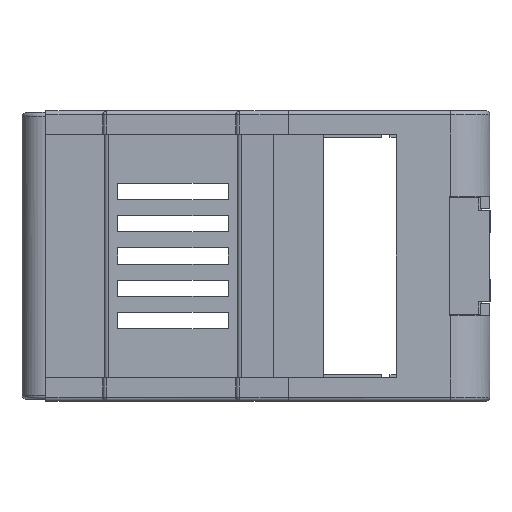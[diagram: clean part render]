
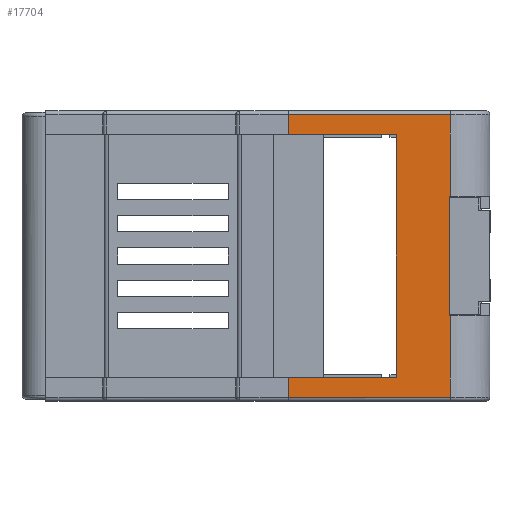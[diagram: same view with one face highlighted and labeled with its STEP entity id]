
A CAD part, left-side view. The second image highlights one B-rep face of the part: STEP entity #17704.
In plain terms, the highlighted face is planar.
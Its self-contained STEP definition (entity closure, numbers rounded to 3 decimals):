
#111 = EDGE_CURVE ( 'NONE', #21562, #10248, #20177, .T. ) ;
#113 = LINE ( 'NONE', #15712, #23178 ) ;
#522 = AXIS2_PLACEMENT_3D ( 'NONE', #4335, #18254, #20525 ) ;
#723 = LINE ( 'NONE', #2863, #17200 ) ;
#1322 = ORIENTED_EDGE ( 'NONE', *, *, #111, .T. ) ;
#1744 = CARTESIAN_POINT ( 'NONE',  ( -44.957, 182., 25. ) ) ;
#2350 = EDGE_CURVE ( 'NONE', #19990, #4530, #16412, .T. ) ;
#2369 = ORIENTED_EDGE ( 'NONE', *, *, #16547, .T. ) ;
#2453 = ORIENTED_EDGE ( 'NONE', *, *, #11672, .T. ) ;
#2736 = LINE ( 'NONE', #13870, #16707 ) ;
#2863 = CARTESIAN_POINT ( 'NONE',  ( -44.607, 182., 4.913 ) ) ;
#2868 = CARTESIAN_POINT ( 'NONE',  ( -44.957, -17.5, 25. ) ) ;
#2985 = CARTESIAN_POINT ( 'NONE',  ( -44.607, -17.5, 4.913 ) ) ;
#3889 = CARTESIAN_POINT ( 'NONE',  ( -44.98, 7.35, 26.3 ) ) ;
#4025 = CARTESIAN_POINT ( 'NONE',  ( -44.608, -7.35, 5. ) ) ;
#4335 = CARTESIAN_POINT ( 'NONE',  ( -44.98, 182., 26.3 ) ) ;
#4392 = ORIENTED_EDGE ( 'NONE', *, *, #2350, .T. ) ;
#4530 = VERTEX_POINT ( 'NONE', #11696 ) ;
#4751 = CARTESIAN_POINT ( 'NONE',  ( -44.608, 7.35, 5. ) ) ;
#4783 = VECTOR ( 'NONE', #12178, 1000. ) ;
#5171 = EDGE_CURVE ( 'NONE', #11287, #13450, #18488, .T. ) ;
#5343 = FACE_OUTER_BOUND ( 'NONE', #20349, .T. ) ;
#5415 = CARTESIAN_POINT ( 'NONE',  ( -44.607, 17.5, 4.913 ) ) ;
#6221 = VERTEX_POINT ( 'NONE', #21662 ) ;
#6289 = LINE ( 'NONE', #12489, #12206 ) ;
#6639 = DIRECTION ( 'NONE',  ( 0., 1., 0. ) ) ;
#6659 = DIRECTION ( 'NONE',  ( 0., 1., 0. ) ) ;
#7332 = ORIENTED_EDGE ( 'NONE', *, *, #11336, .F. ) ;
#8324 = VECTOR ( 'NONE', #11597, 1000. ) ;
#8475 = CARTESIAN_POINT ( 'NONE',  ( -44.957, 182., 25. ) ) ;
#8489 = VECTOR ( 'NONE', #25757, 1000. ) ;
#8770 = LINE ( 'NONE', #8475, #23131 ) ;
#8884 = CARTESIAN_POINT ( 'NONE',  ( -44.723, 182., 11.6 ) ) ;
#9859 = CARTESIAN_POINT ( 'NONE',  ( -44.957, -15., 25. ) ) ;
#9927 = VERTEX_POINT ( 'NONE', #9859 ) ;
#9983 = ORIENTED_EDGE ( 'NONE', *, *, #10954, .F. ) ;
#10153 = CARTESIAN_POINT ( 'NONE',  ( -44.723, 15., 11.6 ) ) ;
#10248 = VERTEX_POINT ( 'NONE', #5415 ) ;
#10269 = ORIENTED_EDGE ( 'NONE', *, *, #14165, .T. ) ;
#10930 = ORIENTED_EDGE ( 'NONE', *, *, #19240, .F. ) ;
#10954 = EDGE_CURVE ( 'NONE', #11310, #15682, #19088, .T. ) ;
#11146 = VECTOR ( 'NONE', #16187, 1000. ) ;
#11279 = CARTESIAN_POINT ( 'NONE',  ( -44.98, -17.5, 26.3 ) ) ;
#11287 = VERTEX_POINT ( 'NONE', #12754 ) ;
#11310 = VERTEX_POINT ( 'NONE', #4751 ) ;
#11336 = EDGE_CURVE ( 'NONE', #19893, #11310, #6289, .T. ) ;
#11597 = DIRECTION ( 'NONE',  ( 0., -1., 0. ) ) ;
#11672 = EDGE_CURVE ( 'NONE', #4530, #21562, #8770, .T. ) ;
#11696 = CARTESIAN_POINT ( 'NONE',  ( -44.957, 15., 25. ) ) ;
#12178 = DIRECTION ( 'NONE',  ( 0., -1., 0. ) ) ;
#12206 = VECTOR ( 'NONE', #16566, 1000. ) ;
#12489 = CARTESIAN_POINT ( 'NONE',  ( -44.608, 182., 5. ) ) ;
#12754 = CARTESIAN_POINT ( 'NONE',  ( -44.607, -7.35, 4.913 ) ) ;
#13450 = VERTEX_POINT ( 'NONE', #2985 ) ;
#13534 = ORIENTED_EDGE ( 'NONE', *, *, #5171, .T. ) ;
#13769 = EDGE_CURVE ( 'NONE', #9927, #18817, #18925, .T. ) ;
#13870 = CARTESIAN_POINT ( 'NONE',  ( -44.98, -7.35, 26.3 ) ) ;
#14165 = EDGE_CURVE ( 'NONE', #13450, #18817, #16057, .T. ) ;
#14193 = CARTESIAN_POINT ( 'NONE',  ( -44.957, 17.5, 25. ) ) ;
#14377 = VECTOR ( 'NONE', #6639, 1000. ) ;
#15008 = LINE ( 'NONE', #8884, #14377 ) ;
#15384 = ORIENTED_EDGE ( 'NONE', *, *, #20444, .T. ) ;
#15682 = VERTEX_POINT ( 'NONE', #19947 ) ;
#15712 = CARTESIAN_POINT ( 'NONE',  ( -44.98, -15., 26.3 ) ) ;
#15801 = DIRECTION ( 'NONE',  ( 0.017, 0., -1. ) ) ;
#16057 = LINE ( 'NONE', #11279, #22948 ) ;
#16187 = DIRECTION ( 'NONE',  ( -0.017, 0., 1. ) ) ;
#16412 = LINE ( 'NONE', #18472, #11146 ) ;
#16538 = DIRECTION ( 'NONE',  ( 0.017, 0., -1. ) ) ;
#16547 = EDGE_CURVE ( 'NONE', #10248, #15682, #723, .T. ) ;
#16566 = DIRECTION ( 'NONE',  ( 0., 1., 0. ) ) ;
#16707 = VECTOR ( 'NONE', #25753, 1000. ) ;
#16973 = EDGE_CURVE ( 'NONE', #6221, #19990, #15008, .T. ) ;
#17200 = VECTOR ( 'NONE', #24894, 1000. ) ;
#17704 = ADVANCED_FACE ( 'NONE', ( #5343 ), #18165, .F. ) ;
#18165 = PLANE ( 'NONE',  #522 ) ;
#18254 = DIRECTION ( 'NONE',  ( 1., 0., 0.017 ) ) ;
#18472 = CARTESIAN_POINT ( 'NONE',  ( -44.98, 15., 26.3 ) ) ;
#18488 = LINE ( 'NONE', #24052, #4783 ) ;
#18817 = VERTEX_POINT ( 'NONE', #2868 ) ;
#18925 = LINE ( 'NONE', #1744, #8324 ) ;
#19088 = LINE ( 'NONE', #3889, #8489 ) ;
#19197 = DIRECTION ( 'NONE',  ( -0.017, 0., 1. ) ) ;
#19240 = EDGE_CURVE ( 'NONE', #11287, #19893, #2736, .T. ) ;
#19893 = VERTEX_POINT ( 'NONE', #4025 ) ;
#19947 = CARTESIAN_POINT ( 'NONE',  ( -44.607, 7.35, 4.913 ) ) ;
#19990 = VERTEX_POINT ( 'NONE', #10153 ) ;
#20177 = LINE ( 'NONE', #24769, #24874 ) ;
#20349 = EDGE_LOOP ( 'NONE', ( #2453, #1322, #2369, #9983, #7332, #10930, #13534, #10269, #23104, #15384, #23594, #4392 ) ) ;
#20444 = EDGE_CURVE ( 'NONE', #9927, #6221, #113, .T. ) ;
#20525 = DIRECTION ( 'NONE',  ( 0.017, 0., -1. ) ) ;
#21562 = VERTEX_POINT ( 'NONE', #14193 ) ;
#21662 = CARTESIAN_POINT ( 'NONE',  ( -44.723, -15., 11.6 ) ) ;
#22948 = VECTOR ( 'NONE', #19197, 1000. ) ;
#23104 = ORIENTED_EDGE ( 'NONE', *, *, #13769, .F. ) ;
#23131 = VECTOR ( 'NONE', #6659, 1000. ) ;
#23178 = VECTOR ( 'NONE', #15801, 1000. ) ;
#23594 = ORIENTED_EDGE ( 'NONE', *, *, #16973, .T. ) ;
#24052 = CARTESIAN_POINT ( 'NONE',  ( -44.607, 182., 4.913 ) ) ;
#24769 = CARTESIAN_POINT ( 'NONE',  ( -44.98, 17.5, 26.3 ) ) ;
#24874 = VECTOR ( 'NONE', #16538, 1000. ) ;
#24894 = DIRECTION ( 'NONE',  ( 0., -1., 0. ) ) ;
#25753 = DIRECTION ( 'NONE',  ( -0.017, 0., 1. ) ) ;
#25757 = DIRECTION ( 'NONE',  ( 0.017, 0., -1. ) ) ;
